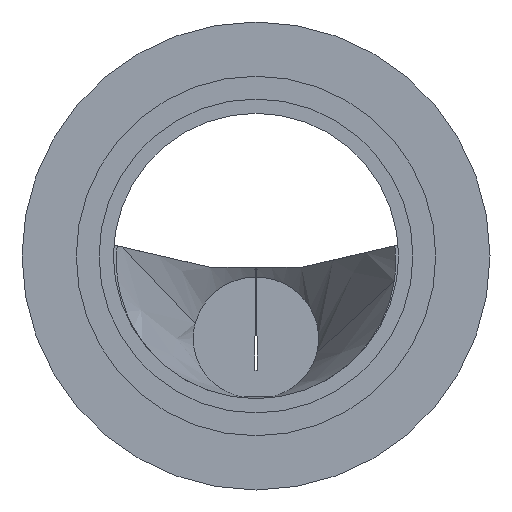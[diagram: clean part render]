
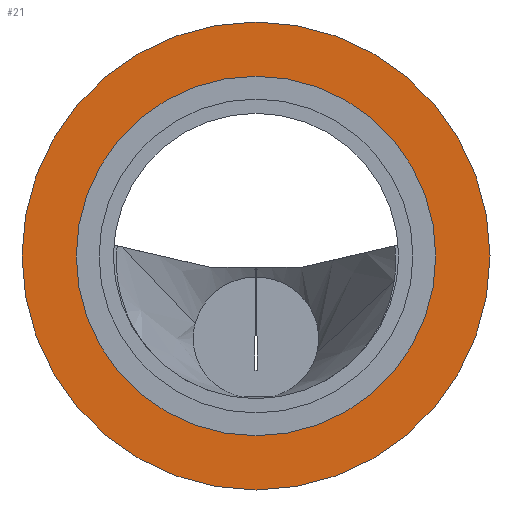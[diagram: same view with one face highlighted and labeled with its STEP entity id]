
A CAD part, front view. The second image highlights one B-rep face of the part: STEP entity #21.
In plain terms, the highlighted planar face has unit normal (0, -1, 0).
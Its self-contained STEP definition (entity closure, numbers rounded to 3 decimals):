
#21 = ADVANCED_FACE ( 'NONE', ( #273, #1744 ), #88, .F. ) ;
#88 = PLANE ( 'NONE',  #2110 ) ;
#159 = AXIS2_PLACEMENT_3D ( 'NONE', #1003, #2276, #246 ) ;
#246 = DIRECTION ( 'NONE',  ( 0., 0., 1. ) ) ;
#254 = AXIS2_PLACEMENT_3D ( 'NONE', #410, #1349, #1150 ) ;
#273 = FACE_BOUND ( 'NONE', #1923, .T. ) ;
#355 = VERTEX_POINT ( 'NONE', #943 ) ;
#356 = CIRCLE ( 'NONE', #791, 3.15 ) ;
#407 = EDGE_CURVE ( 'NONE', #607, #355, #555, .T. ) ;
#410 = CARTESIAN_POINT ( 'NONE',  ( 0., -14.2, 0. ) ) ;
#555 = CIRCLE ( 'NONE', #254, 4.1 ) ;
#558 = DIRECTION ( 'NONE',  ( 0., -1., 0. ) ) ;
#565 = CARTESIAN_POINT ( 'NONE',  ( 0., -14.2, 0. ) ) ;
#607 = VERTEX_POINT ( 'NONE', #2309 ) ;
#614 = DIRECTION ( 'NONE',  ( 0., -1., 0. ) ) ;
#646 = DIRECTION ( 'NONE',  ( 0., 0., 1. ) ) ;
#753 = CARTESIAN_POINT ( 'NONE',  ( 0., -14.2, -3.15 ) ) ;
#791 = AXIS2_PLACEMENT_3D ( 'NONE', #565, #558, #1289 ) ;
#943 = CARTESIAN_POINT ( 'NONE',  ( 0., -14.2, -4.1 ) ) ;
#1003 = CARTESIAN_POINT ( 'NONE',  ( 0., -14.2, 0. ) ) ;
#1140 = EDGE_LOOP ( 'NONE', ( #2047, #1197 ) ) ;
#1150 = DIRECTION ( 'NONE',  ( 0., 0., 1. ) ) ;
#1197 = ORIENTED_EDGE ( 'NONE', *, *, #1499, .F. ) ;
#1261 = VERTEX_POINT ( 'NONE', #753 ) ;
#1289 = DIRECTION ( 'NONE',  ( 0., 0., -1. ) ) ;
#1297 = AXIS2_PLACEMENT_3D ( 'NONE', #2274, #614, #2263 ) ;
#1349 = DIRECTION ( 'NONE',  ( 0., 1., 0. ) ) ;
#1384 = DIRECTION ( 'NONE',  ( 0., 1., 0. ) ) ;
#1449 = ORIENTED_EDGE ( 'NONE', *, *, #1769, .F. ) ;
#1499 = EDGE_CURVE ( 'NONE', #355, #607, #2051, .T. ) ;
#1714 = CARTESIAN_POINT ( 'NONE',  ( 0., -14.2, 3.15 ) ) ;
#1744 = FACE_OUTER_BOUND ( 'NONE', #1140, .T. ) ;
#1769 = EDGE_CURVE ( 'NONE', #1261, #2112, #356, .T. ) ;
#1915 = CIRCLE ( 'NONE', #1297, 3.15 ) ;
#1923 = EDGE_LOOP ( 'NONE', ( #1449, #1998 ) ) ;
#1998 = ORIENTED_EDGE ( 'NONE', *, *, #2122, .F. ) ;
#2047 = ORIENTED_EDGE ( 'NONE', *, *, #407, .F. ) ;
#2051 = CIRCLE ( 'NONE', #159, 4.1 ) ;
#2110 = AXIS2_PLACEMENT_3D ( 'NONE', #2124, #1384, #646 ) ;
#2112 = VERTEX_POINT ( 'NONE', #1714 ) ;
#2122 = EDGE_CURVE ( 'NONE', #2112, #1261, #1915, .T. ) ;
#2124 = CARTESIAN_POINT ( 'NONE',  ( 0., -14.2, 0. ) ) ;
#2263 = DIRECTION ( 'NONE',  ( 0., 0., -1. ) ) ;
#2274 = CARTESIAN_POINT ( 'NONE',  ( 0., -14.2, 0. ) ) ;
#2276 = DIRECTION ( 'NONE',  ( 0., 1., 0. ) ) ;
#2309 = CARTESIAN_POINT ( 'NONE',  ( 0., -14.2, 4.1 ) ) ;
